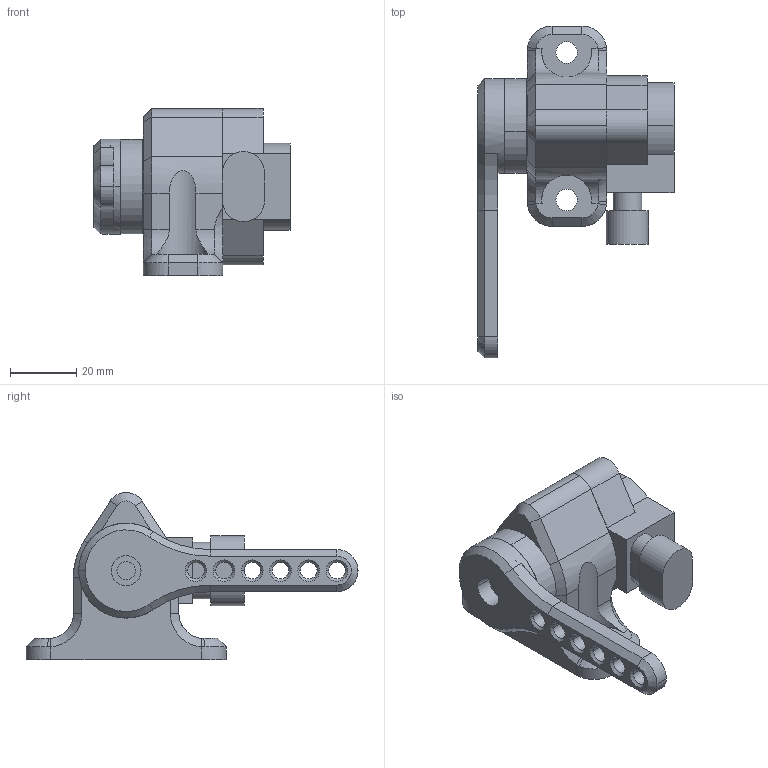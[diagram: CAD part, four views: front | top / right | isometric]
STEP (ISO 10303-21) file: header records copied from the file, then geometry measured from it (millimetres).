
FILE_DESCRIPTION (( 'STEP AP203' ), '1' );
FILE_NAME ('Hall_Throttle_3D.STEP', '2025-02-11T22:56:11', ( '' ), ( '' ), 'SwSTEP 2.0', 'SolidWorks 2017', '' );
FILE_SCHEMA (( 'CONFIG_CONTROL_DESIGN' ));
Length unit declared in the file: inch
Products named in the file (5): Hall_Throttle_Handle_Solid_3D; Hall_Throttle_3D; Hall_Throttle_Shaft_Solid_3D; Hall_Throttle_Sensor; Hall_Throttle_Housing_Solid_3D
Assembly tree (4 placements, depth 2):
  Hall_Throttle_3D
    Hall_Throttle_Housing_Solid_3D
    Hall_Throttle_Shaft_Solid_3D
    Hall_Throttle_Handle_Solid_3D
    Hall_Throttle_Sensor
Bounding box: 59.05 x 100.01 x 50.32 mm (x, y, z)
Volume: 62271.8 mm3; surface area: 21436.7 mm2
Topology: 4 solids, 4 shells, 182 faces, 432 edges, 275 vertices
Faces by surface type: cylinder 91, plane 59, cone 28, bspline 4
Entity records: 6047 total; most frequent: CARTESIAN_POINT 1144, DIRECTION 976, ORIENTED_EDGE 864, EDGE_CURVE 432, AXIS2_PLACEMENT_3D 387, VERTEX_POINT 275, EDGE_LOOP 223, VECTOR 202
